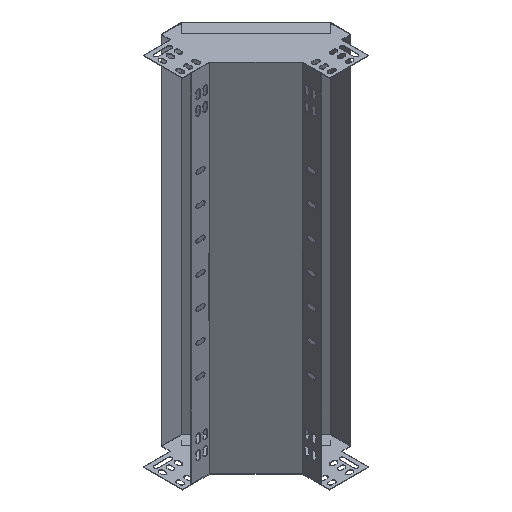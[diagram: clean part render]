
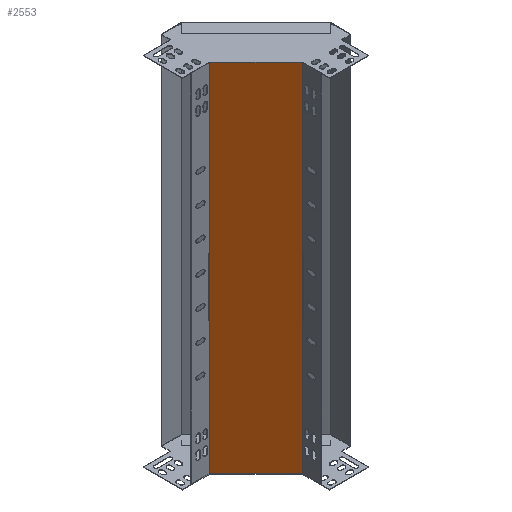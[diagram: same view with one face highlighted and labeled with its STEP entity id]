
A CAD part, isometric view. The second image highlights one B-rep face of the part: STEP entity #2553.
In plain terms, the highlighted planar face has unit normal (-0.707, -0.707, 0).
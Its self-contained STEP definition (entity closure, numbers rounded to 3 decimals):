
#261 = ORIENTED_EDGE ( 'NONE', *, *, #5667, .T. ) ;
#590 = VECTOR ( 'NONE', #911, 1000. ) ;
#911 = DIRECTION ( 'NONE',  ( -0.707, 0.707, 0. ) ) ;
#1105 = VECTOR ( 'NONE', #10093, 1000. ) ;
#1267 = CARTESIAN_POINT ( 'NONE',  ( 27.976, -79.153, -179.171 ) ) ;
#1981 = FACE_OUTER_BOUND ( 'NONE', #4696, .T. ) ;
#2184 = VERTEX_POINT ( 'NONE', #8525 ) ;
#2193 = ORIENTED_EDGE ( 'NONE', *, *, #3556, .F. ) ;
#2542 = VECTOR ( 'NONE', #6517, 1000. ) ;
#2553 = ADVANCED_FACE ( 'NONE', ( #1981 ), #4670, .T. ) ;
#2571 = VERTEX_POINT ( 'NONE', #6308 ) ;
#2789 = LINE ( 'NONE', #5743, #6798 ) ;
#3127 = DIRECTION ( 'NONE',  ( 0.707, -0.707, 0. ) ) ;
#3136 = CARTESIAN_POINT ( 'NONE',  ( -50.86, -0.316, 420.829 ) ) ;
#3350 = CARTESIAN_POINT ( 'NONE',  ( 27.979, -79.156, -179.171 ) ) ;
#3556 = EDGE_CURVE ( 'NONE', #5179, #7378, #4894, .T. ) ;
#3557 = EDGE_CURVE ( 'NONE', #5435, #5179, #2789, .T. ) ;
#3559 = EDGE_CURVE ( 'NONE', #2184, #9278, #8911, .T. ) ;
#3584 = EDGE_CURVE ( 'NONE', #2571, #7378, #4627, .T. ) ;
#4056 = CARTESIAN_POINT ( 'NONE',  ( -50.86, -0.316, 420.829 ) ) ;
#4291 = ORIENTED_EDGE ( 'NONE', *, *, #3557, .F. ) ;
#4490 = VECTOR ( 'NONE', #9236, 1000. ) ;
#4537 = ORIENTED_EDGE ( 'NONE', *, *, #3584, .T. ) ;
#4627 = LINE ( 'NONE', #3350, #8463 ) ;
#4670 = PLANE ( 'NONE',  #6073 ) ;
#4696 = EDGE_LOOP ( 'NONE', ( #2193, #4291, #6456, #8387, #261, #4537 ) ) ;
#4894 = LINE ( 'NONE', #8700, #590 ) ;
#5179 = VERTEX_POINT ( 'NONE', #1267 ) ;
#5435 = VERTEX_POINT ( 'NONE', #6715 ) ;
#5667 = EDGE_CURVE ( 'NONE', #9278, #2571, #7141, .T. ) ;
#5743 = CARTESIAN_POINT ( 'NONE',  ( 27.976, -79.153, 420.829 ) ) ;
#5746 = EDGE_CURVE ( 'NONE', #5435, #2184, #7452, .T. ) ;
#6073 = AXIS2_PLACEMENT_3D ( 'NONE', #9922, #7781, #3127 ) ;
#6308 = CARTESIAN_POINT ( 'NONE',  ( -50.86, -0.316, -179.171 ) ) ;
#6456 = ORIENTED_EDGE ( 'NONE', *, *, #5746, .T. ) ;
#6517 = DIRECTION ( 'NONE',  ( -0.707, 0.707, 0. ) ) ;
#6551 = DIRECTION ( 'NONE',  ( 0., 0., -1. ) ) ;
#6715 = CARTESIAN_POINT ( 'NONE',  ( 27.976, -79.153, 420.829 ) ) ;
#6798 = VECTOR ( 'NONE', #6551, 1000. ) ;
#7141 = LINE ( 'NONE', #3136, #4490 ) ;
#7378 = VERTEX_POINT ( 'NONE', #9543 ) ;
#7452 = LINE ( 'NONE', #9363, #1105 ) ;
#7781 = DIRECTION ( 'NONE',  ( -0.707, -0.707, 0. ) ) ;
#8002 = DIRECTION ( 'NONE',  ( 0.707, -0.707, 0. ) ) ;
#8387 = ORIENTED_EDGE ( 'NONE', *, *, #3559, .T. ) ;
#8463 = VECTOR ( 'NONE', #8002, 1000. ) ;
#8525 = CARTESIAN_POINT ( 'NONE',  ( -11.442, -39.734, 420.829 ) ) ;
#8700 = CARTESIAN_POINT ( 'NONE',  ( 27.979, -79.156, -179.171 ) ) ;
#8792 = CARTESIAN_POINT ( 'NONE',  ( -50.86, -0.316, 420.829 ) ) ;
#8911 = LINE ( 'NONE', #4056, #2542 ) ;
#9236 = DIRECTION ( 'NONE',  ( 0., 0., -1. ) ) ;
#9278 = VERTEX_POINT ( 'NONE', #8792 ) ;
#9363 = CARTESIAN_POINT ( 'NONE',  ( 27.979, -79.156, 420.829 ) ) ;
#9543 = CARTESIAN_POINT ( 'NONE',  ( -11.442, -39.734, -179.171 ) ) ;
#9922 = CARTESIAN_POINT ( 'NONE',  ( 27.979, -79.156, 420.829 ) ) ;
#10093 = DIRECTION ( 'NONE',  ( -0.707, 0.707, 0. ) ) ;
